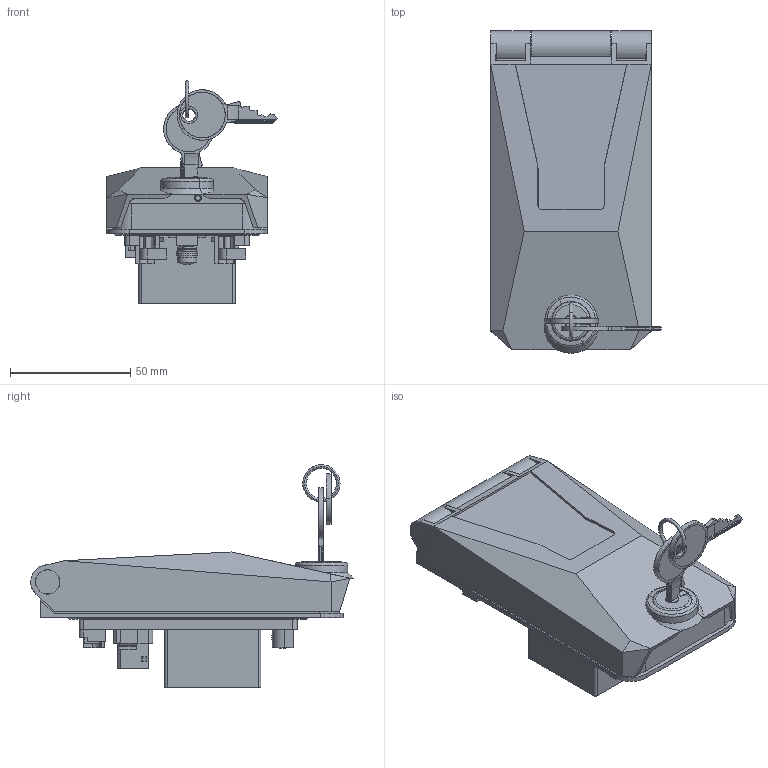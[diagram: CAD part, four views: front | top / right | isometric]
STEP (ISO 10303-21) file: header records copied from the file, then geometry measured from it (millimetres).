
FILE_DESCRIPTION(('CATIA V5 STEP Exchange','CAx-IF Rec.Pracs.--- Model Styling and Organization---1.4--- 2014-01-23'),'2;1');
FILE_NAME ('450298-4_0_2460640000_2460640000.stp','2022-02-22T07:53:57+00:00',('none'),('Weidmueller'),'CATIA Version 5-6 Release 2016 SP3 HF44','CATIA V5 STEP AP214','none');
FILE_SCHEMA(('AUTOMOTIVE_DESIGN { 1 0 10303 214 1 1 1 1 }'));
Products named in the file (1): 2460640000
Bounding box: 71.02 x 134.14 x 92.59 mm (x, y, z)
Volume: 161511.7 mm3; surface area: 107000.2 mm2
Topology: 31 solids, 31 shells, 2187 faces, 6041 edges, 3945 vertices
Faces by surface type: plane 1414, cylinder 479, cone 145, torus 79, bspline 30, sphere 28, extrusion 12
Entity records: 71014 total; most frequent: CARTESIAN_POINT 18727, ORIENTED_EDGE 12042, DIRECTION 8606, EDGE_CURVE 6021, VECTOR 4038, LINE 4026, VERTEX_POINT 3945, AXIS2_PLACEMENT_3D 2786
